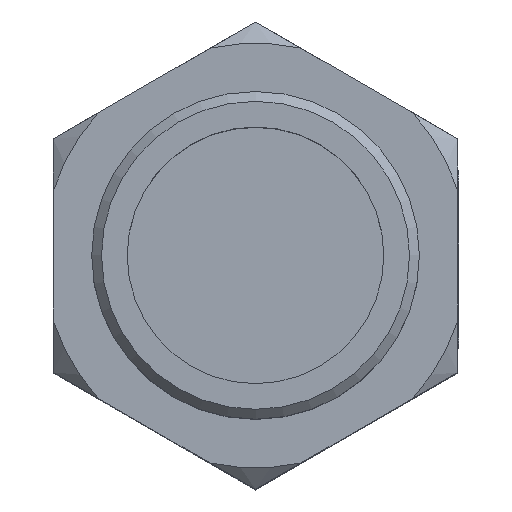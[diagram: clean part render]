
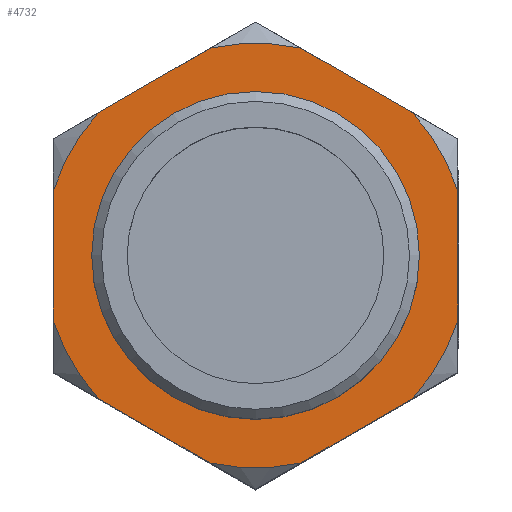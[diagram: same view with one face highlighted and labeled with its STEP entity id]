
A CAD part, top view. The second image highlights one B-rep face of the part: STEP entity #4732.
In plain terms, the highlighted face is planar.
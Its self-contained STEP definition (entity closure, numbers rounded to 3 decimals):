
#144=FACE_BOUND($,#819,.T.);
#180=CIRCLE($,#4928,21.516);
#181=CIRCLE($,#4930,21.516);
#182=CIRCLE($,#4932,21.516);
#183=CIRCLE($,#4934,21.516);
#184=CIRCLE($,#4936,21.516);
#185=CIRCLE($,#4938,21.516);
#194=CIRCLE($,#4961,16.6);
#527=FACE_OUTER_BOUND($,#818,.T.);
#818=EDGE_LOOP($,(#4211,#4212,#4213,#4214,#4215,#4216,#4217,#4218,#4219,
#4220,#4221,#4222));
#819=EDGE_LOOP($,(#4223));
#1396=LINE($,#8597,#1817);
#1404=LINE($,#8624,#1825);
#1405=LINE($,#8625,#1826);
#1406=LINE($,#8626,#1827);
#1407=LINE($,#8627,#1828);
#1408=LINE($,#8628,#1829);
#1817=VECTOR($,#5790,13.067);
#1825=VECTOR($,#5826,13.067);
#1826=VECTOR($,#5827,13.067);
#1827=VECTOR($,#5828,13.067);
#1828=VECTOR($,#5829,13.067);
#1829=VECTOR($,#5830,13.067);
#2252=VERTEX_POINT($,#8467);
#2253=VERTEX_POINT($,#8468);
#2255=VERTEX_POINT($,#8478);
#2256=VERTEX_POINT($,#8479);
#2258=VERTEX_POINT($,#8489);
#2259=VERTEX_POINT($,#8490);
#2261=VERTEX_POINT($,#8500);
#2262=VERTEX_POINT($,#8501);
#2264=VERTEX_POINT($,#8511);
#2265=VERTEX_POINT($,#8512);
#2267=VERTEX_POINT($,#8522);
#2268=VERTEX_POINT($,#8523);
#2286=VERTEX_POINT($,#8615);
#2893=EDGE_CURVE($,#2252,#2253,#180,.T.);
#2896=EDGE_CURVE($,#2255,#2256,#181,.T.);
#2899=EDGE_CURVE($,#2258,#2259,#182,.T.);
#2902=EDGE_CURVE($,#2261,#2262,#183,.T.);
#2905=EDGE_CURVE($,#2264,#2265,#184,.T.);
#2908=EDGE_CURVE($,#2267,#2268,#185,.T.);
#2934=EDGE_CURVE($,#2262,#2258,#1396,.T.);
#2944=EDGE_CURVE($,#2286,#2286,#194,.T.);
#2947=EDGE_CURVE($,#2268,#2264,#1404,.T.);
#2948=EDGE_CURVE($,#2265,#2261,#1405,.T.);
#2949=EDGE_CURVE($,#2259,#2255,#1406,.T.);
#2950=EDGE_CURVE($,#2256,#2252,#1407,.T.);
#2951=EDGE_CURVE($,#2253,#2267,#1408,.T.);
#4211=ORIENTED_EDGE($,*,*,#2908,.T.);
#4212=ORIENTED_EDGE($,*,*,#2947,.T.);
#4213=ORIENTED_EDGE($,*,*,#2905,.T.);
#4214=ORIENTED_EDGE($,*,*,#2948,.T.);
#4215=ORIENTED_EDGE($,*,*,#2902,.T.);
#4216=ORIENTED_EDGE($,*,*,#2934,.T.);
#4217=ORIENTED_EDGE($,*,*,#2899,.T.);
#4218=ORIENTED_EDGE($,*,*,#2949,.T.);
#4219=ORIENTED_EDGE($,*,*,#2896,.T.);
#4220=ORIENTED_EDGE($,*,*,#2950,.T.);
#4221=ORIENTED_EDGE($,*,*,#2893,.T.);
#4222=ORIENTED_EDGE($,*,*,#2951,.T.);
#4223=ORIENTED_EDGE($,*,*,#2944,.T.);
#4454=PLANE($,#4966);
#4732=ADVANCED_FACE($,(#527,#144),#4454,.T.);
#4928=AXIS2_PLACEMENT_3D($,#8469,#5733,#5734);
#4930=AXIS2_PLACEMENT_3D($,#8480,#5737,#5738);
#4932=AXIS2_PLACEMENT_3D($,#8491,#5741,#5742);
#4934=AXIS2_PLACEMENT_3D($,#8502,#5745,#5746);
#4936=AXIS2_PLACEMENT_3D($,#8513,#5749,#5750);
#4938=AXIS2_PLACEMENT_3D($,#8524,#5753,#5754);
#4961=AXIS2_PLACEMENT_3D($,#8616,#5814,#5815);
#4966=AXIS2_PLACEMENT_3D($,#8623,#5824,#5825);
#5733=DIRECTION('center_axis',(0.,0.,-1.));
#5734=DIRECTION('ref_axis',(0.,-1.,0.));
#5737=DIRECTION('center_axis',(0.,0.,-1.));
#5738=DIRECTION('ref_axis',(0.,-1.,0.));
#5741=DIRECTION('center_axis',(0.,0.,-1.));
#5742=DIRECTION('ref_axis',(0.,-1.,0.));
#5745=DIRECTION('center_axis',(0.,0.,-1.));
#5746=DIRECTION('ref_axis',(0.,-1.,0.));
#5749=DIRECTION('center_axis',(0.,0.,-1.));
#5750=DIRECTION('ref_axis',(0.,-1.,0.));
#5753=DIRECTION('center_axis',(0.,0.,-1.));
#5754=DIRECTION('ref_axis',(0.,-1.,0.));
#5790=DIRECTION($,(0.,1.,0.));
#5814=DIRECTION('center_axis',(0.,0.,1.));
#5815=DIRECTION('ref_axis',(1.,0.,0.));
#5824=DIRECTION('center_axis',(0.,0.,-1.));
#5825=DIRECTION('ref_axis',(-1.,0.,0.));
#5826=DIRECTION($,(-0.866,-0.5,0.));
#5827=DIRECTION($,(-0.866,0.5,0.));
#5828=DIRECTION($,(0.866,0.5,0.));
#5829=DIRECTION($,(0.866,-0.5,0.));
#5830=DIRECTION($,(0.,-1.,0.));
#8467=CARTESIAN_POINT('',(15.907,14.488,-45.));
#8468=CARTESIAN_POINT('',(20.499,6.535,-45.));
#8469=CARTESIAN_POINT('Origin',(0.,0.,-45.));
#8478=CARTESIAN_POINT('',(-4.594,21.02,-45.));
#8479=CARTESIAN_POINT('',(4.59,21.021,-45.));
#8480=CARTESIAN_POINT('Origin',(0.,0.,-45.));
#8489=CARTESIAN_POINT('',(-20.501,6.532,-45.));
#8490=CARTESIAN_POINT('',(-15.909,14.485,-45.));
#8491=CARTESIAN_POINT('Origin',(0.,0.,-45.));
#8500=CARTESIAN_POINT('',(-15.907,-14.488,-45.));
#8501=CARTESIAN_POINT('',(-20.499,-6.535,-45.));
#8502=CARTESIAN_POINT('Origin',(0.,0.,-45.));
#8511=CARTESIAN_POINT('',(4.594,-21.02,-45.));
#8512=CARTESIAN_POINT('',(-4.59,-21.021,-45.));
#8513=CARTESIAN_POINT('Origin',(0.,0.,-45.));
#8522=CARTESIAN_POINT('',(20.501,-6.532,-45.));
#8523=CARTESIAN_POINT('',(15.909,-14.485,-45.));
#8524=CARTESIAN_POINT('Origin',(0.,0.,-45.));
#8597=CARTESIAN_POINT($,(-20.501,11.834,-45.));
#8615=CARTESIAN_POINT('',(-16.6,0.,-45.));
#8616=CARTESIAN_POINT('Origin',(0.,0.,
-45.));
#8623=CARTESIAN_POINT('Origin',(0.,0.,-45.));
#8624=CARTESIAN_POINT($,(0.002,-23.671,-45.));
#8625=CARTESIAN_POINT($,(-20.499,-11.837,-45.));
#8626=CARTESIAN_POINT($,(-0.002,23.671,-45.));
#8627=CARTESIAN_POINT($,(20.499,11.837,-45.));
#8628=CARTESIAN_POINT($,(20.501,-11.834,-45.));
